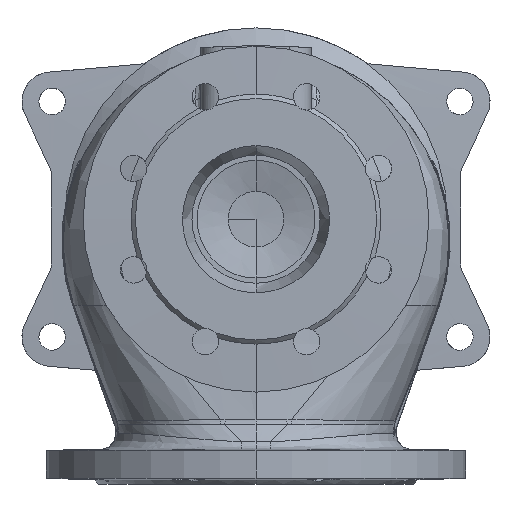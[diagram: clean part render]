
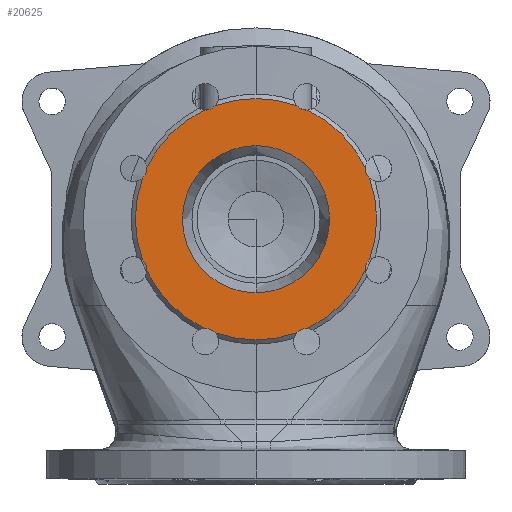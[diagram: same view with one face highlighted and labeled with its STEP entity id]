
A CAD part, front view. The second image highlights one B-rep face of the part: STEP entity #20625.
In plain terms, the highlighted planar face has unit normal (0, -1, 0).
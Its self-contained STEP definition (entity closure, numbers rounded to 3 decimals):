
#5611=CARTESIAN_POINT('',(-74.165,-220.,-34.979));
#5618=CARTESIAN_POINT('',(0.,-220.,0.));
#5619=DIRECTION('',(0.,-1.,0.));
#5620=DIRECTION('',(-0.904,0.,-0.427));
#5621=AXIS2_PLACEMENT_3D('',#5618,#5619,#5620);
#5628=CARTESIAN_POINT('',(-34.979,-220.,-74.165));
#5630=CARTESIAN_POINT('',(-77.177,-220.,27.709));
#5637=CARTESIAN_POINT('',(0.,-220.,0.));
#5638=DIRECTION('',(0.,-1.,0.));
#5639=DIRECTION('',(-0.941,0.,0.338));
#5640=AXIS2_PLACEMENT_3D('',#5637,#5638,#5639);
#5647=CARTESIAN_POINT('',(-77.177,-220.,-27.709));
#5649=CARTESIAN_POINT('',(-34.979,-220.,74.165));
#5656=CARTESIAN_POINT('',(0.,-220.,0.));
#5657=DIRECTION('',(0.,-1.,0.));
#5658=DIRECTION('',(-0.427,0.,0.904));
#5659=AXIS2_PLACEMENT_3D('',#5656,#5657,#5658);
#5666=CARTESIAN_POINT('',(-74.165,-220.,34.979));
#5668=CARTESIAN_POINT('',(27.709,-220.,77.177));
#5675=CARTESIAN_POINT('',(0.,-220.,0.));
#5676=DIRECTION('',(0.,-1.,0.));
#5677=DIRECTION('',(0.338,0.,0.941));
#5678=AXIS2_PLACEMENT_3D('',#5675,#5676,#5677);
#5685=CARTESIAN_POINT('',(-27.709,-220.,77.177));
#5687=CARTESIAN_POINT('',(74.165,-220.,34.979));
#5694=CARTESIAN_POINT('',(0.,-220.,0.));
#5695=DIRECTION('',(0.,-1.,0.));
#5696=DIRECTION('',(0.904,0.,0.427));
#5697=AXIS2_PLACEMENT_3D('',#5694,#5695,#5696);
#5704=CARTESIAN_POINT('',(34.979,-220.,74.165));
#5706=CARTESIAN_POINT('',(77.177,-220.,-27.709));
#5713=CARTESIAN_POINT('',(0.,-220.,0.));
#5714=DIRECTION('',(0.,-1.,0.));
#5715=DIRECTION('',(0.941,0.,-0.338));
#5716=AXIS2_PLACEMENT_3D('',#5713,#5714,#5715);
#5723=CARTESIAN_POINT('',(77.177,-220.,27.709));
#5730=CARTESIAN_POINT('',(27.709,-220.,-77.177));
#5732=CARTESIAN_POINT('',(-27.709,-220.,-77.177));
#5739=CARTESIAN_POINT('',(0.,-220.,0.));
#5740=DIRECTION('',(0.,-1.,0.));
#5741=DIRECTION('',(-0.338,0.,-0.941));
#5742=AXIS2_PLACEMENT_3D('',#5739,#5740,#5741);
#5744=CARTESIAN_POINT('',(34.979,-220.,-74.165));
#5751=CARTESIAN_POINT('',(0.,-220.,0.));
#5752=DIRECTION('',(0.,-1.,0.));
#5753=DIRECTION('',(0.427,0.,-0.904));
#5754=AXIS2_PLACEMENT_3D('',#5751,#5752,#5753);
#5761=CARTESIAN_POINT('',(74.165,-220.,-34.979));
#5771=CARTESIAN_POINT('',(34.442,-220.,-83.149));
#5772=DIRECTION('',(0.,1.,0.));
#5773=DIRECTION('',(-0.748,0.,0.664));
#5774=AXIS2_PLACEMENT_3D('',#5771,#5772,#5773);
#5776=CARTESIAN_POINT('',(-34.442,-220.,-83.149));
#5777=DIRECTION('',(0.,1.,0.));
#5778=DIRECTION('',(-0.06,0.,0.998));
#5779=AXIS2_PLACEMENT_3D('',#5776,#5777,#5778);
#5781=CARTESIAN_POINT('',(-83.149,-220.,-34.442));
#5782=DIRECTION('',(0.,1.,0.));
#5783=DIRECTION('',(1.,0.,0.));
#5784=AXIS2_PLACEMENT_3D('',#5781,#5782,#5783);
#5786=CARTESIAN_POINT('',(-83.149,-220.,-34.442));
#5787=DIRECTION('',(0.,1.,0.));
#5788=DIRECTION('',(0.664,0.,0.748));
#5789=AXIS2_PLACEMENT_3D('',#5786,#5787,#5788);
#5791=CARTESIAN_POINT('',(-83.149,-220.,34.442));
#5792=DIRECTION('',(0.,1.,0.));
#5793=DIRECTION('',(1.,0.,0.));
#5794=AXIS2_PLACEMENT_3D('',#5791,#5792,#5793);
#5796=CARTESIAN_POINT('',(-83.149,-220.,34.442));
#5797=DIRECTION('',(0.,1.,0.));
#5798=DIRECTION('',(0.998,0.,0.06));
#5799=AXIS2_PLACEMENT_3D('',#5796,#5797,#5798);
#5801=CARTESIAN_POINT('',(-34.442,-220.,83.149));
#5802=DIRECTION('',(0.,1.,0.));
#5803=DIRECTION('',(0.748,0.,-0.664));
#5804=AXIS2_PLACEMENT_3D('',#5801,#5802,#5803);
#5806=CARTESIAN_POINT('',(34.442,-220.,83.149));
#5807=DIRECTION('',(0.,1.,0.));
#5808=DIRECTION('',(0.06,0.,-0.998));
#5809=AXIS2_PLACEMENT_3D('',#5806,#5807,#5808);
#5811=CARTESIAN_POINT('',(83.149,-220.,34.442));
#5812=DIRECTION('',(0.,1.,0.));
#5813=DIRECTION('',(-1.,0.,0.));
#5814=AXIS2_PLACEMENT_3D('',#5811,#5812,#5813);
#5816=CARTESIAN_POINT('',(83.149,-220.,34.442));
#5817=DIRECTION('',(0.,1.,0.));
#5818=DIRECTION('',(-0.664,0.,-0.748));
#5819=AXIS2_PLACEMENT_3D('',#5816,#5817,#5818);
#5821=CARTESIAN_POINT('',(83.149,-220.,-34.442));
#5822=DIRECTION('',(0.,1.,0.));
#5823=DIRECTION('',(-1.,0.,0.));
#5824=AXIS2_PLACEMENT_3D('',#5821,#5822,#5823);
#5826=CARTESIAN_POINT('',(83.149,-220.,-34.442));
#5827=DIRECTION('',(0.,1.,0.));
#5828=DIRECTION('',(-0.998,0.,-0.06));
#5829=AXIS2_PLACEMENT_3D('',#5826,#5827,#5828);
#5831=CARTESIAN_POINT('',(0.,-220.,0.));
#5832=DIRECTION('',(0.,-1.,0.));
#5833=DIRECTION('',(0.,0.,-1.));
#5834=AXIS2_PLACEMENT_3D('',#5831,#5832,#5833);
#5858=CARTESIAN_POINT('',(0.,-220.,0.));
#5859=DIRECTION('',(0.,1.,0.));
#5860=DIRECTION('',(0.,0.,-1.));
#5861=AXIS2_PLACEMENT_3D('',#5858,#5859,#5860);
#9229=CARTESIAN_POINT('',(0.,-220.,-50.));
#9230=CARTESIAN_POINT('',(0.,-220.,50.));
#9231=VERTEX_POINT('',#9229);
#9232=VERTEX_POINT('',#9230);
#9401=VERTEX_POINT('',#5628);
#9402=VERTEX_POINT('',#5732);
#9409=VERTEX_POINT('',#5647);
#9410=VERTEX_POINT('',#5611);
#9415=CARTESIAN_POINT('',(-74.149,-220.,-34.442));
#9416=VERTEX_POINT('',#9415);
#9418=VERTEX_POINT('',#5666);
#9419=VERTEX_POINT('',#5630);
#9424=CARTESIAN_POINT('',(-74.149,-220.,34.442));
#9425=VERTEX_POINT('',#9424);
#9427=VERTEX_POINT('',#5685);
#9428=VERTEX_POINT('',#5649);
#9435=VERTEX_POINT('',#5704);
#9436=VERTEX_POINT('',#5668);
#9442=VERTEX_POINT('',#5687);
#9445=VERTEX_POINT('',#5723);
#9449=CARTESIAN_POINT('',(74.149,-220.,34.442));
#9450=VERTEX_POINT('',#9449);
#9451=VERTEX_POINT('',#5706);
#9454=VERTEX_POINT('',#5761);
#9458=CARTESIAN_POINT('',(74.149,-220.,-34.442));
#9459=VERTEX_POINT('',#9458);
#9461=VERTEX_POINT('',#5730);
#9462=VERTEX_POINT('',#5744);
#20583=CARTESIAN_POINT('',(0.,-220.,0.));
#20584=DIRECTION('',(0.,-1.,0.));
#20585=DIRECTION('',(0.,0.,1.));
#20586=AXIS2_PLACEMENT_3D('',#20583,#20584,#20585);
#20587=PLANE('',#20586);
#20589=ORIENTED_EDGE('',*,*,#20588,.F.);
#20590=ORIENTED_EDGE('',*,*,#20530,.F.);
#20592=ORIENTED_EDGE('',*,*,#20591,.F.);
#20593=ORIENTED_EDGE('',*,*,#20433,.F.);
#20594=ORIENTED_EDGE('',*,*,#20563,.F.);
#20595=ORIENTED_EDGE('',*,*,#20574,.F.);
#20596=ORIENTED_EDGE('',*,*,#20448,.F.);
#20598=ORIENTED_EDGE('',*,*,#20597,.F.);
#20600=ORIENTED_EDGE('',*,*,#20599,.F.);
#20601=ORIENTED_EDGE('',*,*,#20462,.F.);
#20602=ORIENTED_EDGE('',*,*,#20414,.F.);
#20603=ORIENTED_EDGE('',*,*,#20477,.F.);
#20605=ORIENTED_EDGE('',*,*,#20604,.F.);
#20606=ORIENTED_EDGE('',*,*,#20493,.F.);
#20608=ORIENTED_EDGE('',*,*,#20607,.F.);
#20610=ORIENTED_EDGE('',*,*,#20609,.F.);
#20611=ORIENTED_EDGE('',*,*,#20509,.F.);
#20613=ORIENTED_EDGE('',*,*,#20612,.F.);
#20615=ORIENTED_EDGE('',*,*,#20614,.F.);
#20616=ORIENTED_EDGE('',*,*,#20542,.F.);
#20617=EDGE_LOOP('',(#20589,#20590,#20592,#20593,#20594,#20595,#20596,#20598,
#20600,#20601,#20602,#20603,#20605,#20606,#20608,#20610,#20611,#20613,#20615,
#20616));
#20618=FACE_OUTER_BOUND('',#20617,.F.);
#20620=ORIENTED_EDGE('',*,*,#20619,.T.);
#20622=ORIENTED_EDGE('',*,*,#20621,.F.);
#20623=EDGE_LOOP('',(#20620,#20622));
#20624=FACE_BOUND('',#20623,.F.);
#20625=ADVANCED_FACE('',(#20618,#20624),#20587,.T.);
#5622=CIRCLE('',#5621,82.);
#5641=CIRCLE('',#5640,82.);
#5660=CIRCLE('',#5659,82.);
#5679=CIRCLE('',#5678,82.);
#5698=CIRCLE('',#5697,82.);
#5717=CIRCLE('',#5716,82.);
#5743=CIRCLE('',#5742,82.);
#5755=CIRCLE('',#5754,82.);
#5775=CIRCLE('',#5774,9.);
#5780=CIRCLE('',#5779,9.);
#5785=CIRCLE('',#5784,9.);
#5790=CIRCLE('',#5789,9.);
#5795=CIRCLE('',#5794,9.);
#5800=CIRCLE('',#5799,9.);
#5805=CIRCLE('',#5804,9.);
#5810=CIRCLE('',#5809,9.);
#5815=CIRCLE('',#5814,9.);
#5820=CIRCLE('',#5819,9.);
#5825=CIRCLE('',#5824,9.);
#5830=CIRCLE('',#5829,9.);
#5835=CIRCLE('',#5834,50.);
#5862=CIRCLE('',#5861,50.);
#20414=EDGE_CURVE('',#9427,#9428,#5805,.T.);
#20433=EDGE_CURVE('',#9410,#9401,#5622,.T.);
#20448=EDGE_CURVE('',#9419,#9409,#5641,.T.);
#20462=EDGE_CURVE('',#9428,#9418,#5660,.T.);
#20477=EDGE_CURVE('',#9436,#9427,#5679,.T.);
#20493=EDGE_CURVE('',#9442,#9435,#5698,.T.);
#20509=EDGE_CURVE('',#9451,#9445,#5717,.T.);
#20530=EDGE_CURVE('',#9402,#9461,#5743,.T.);
#20542=EDGE_CURVE('',#9462,#9454,#5755,.T.);
#20563=EDGE_CURVE('',#9416,#9410,#5785,.T.);
#20574=EDGE_CURVE('',#9409,#9416,#5790,.T.);
#20588=EDGE_CURVE('',#9461,#9462,#5775,.T.);
#20591=EDGE_CURVE('',#9401,#9402,#5780,.T.);
#20597=EDGE_CURVE('',#9425,#9419,#5795,.T.);
#20599=EDGE_CURVE('',#9418,#9425,#5800,.T.);
#20604=EDGE_CURVE('',#9435,#9436,#5810,.T.);
#20607=EDGE_CURVE('',#9450,#9442,#5815,.T.);
#20609=EDGE_CURVE('',#9445,#9450,#5820,.T.);
#20612=EDGE_CURVE('',#9459,#9451,#5825,.T.);
#20614=EDGE_CURVE('',#9454,#9459,#5830,.T.);
#20619=EDGE_CURVE('',#9231,#9232,#5835,.T.);
#20621=EDGE_CURVE('',#9231,#9232,#5862,.T.);
